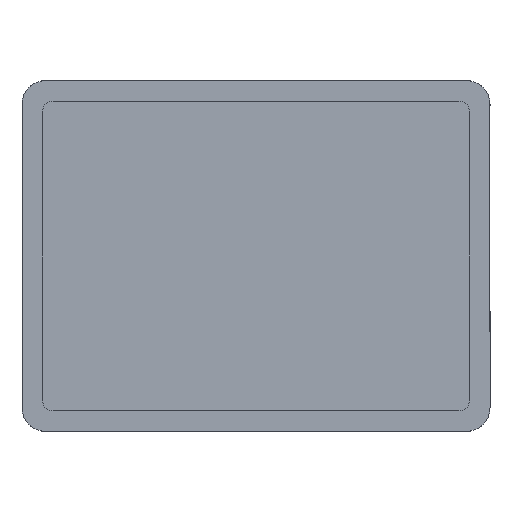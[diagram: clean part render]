
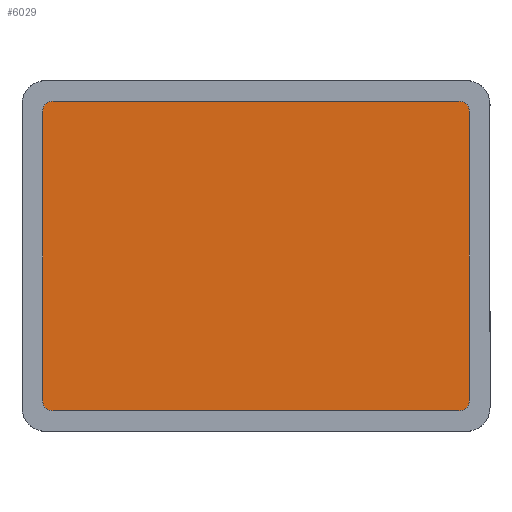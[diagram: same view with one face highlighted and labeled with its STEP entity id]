
A CAD part, front view. The second image highlights one B-rep face of the part: STEP entity #6029.
In plain terms, the highlighted planar face has unit normal (0, -1, 0).
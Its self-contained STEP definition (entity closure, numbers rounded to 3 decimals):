
#357 = EDGE_CURVE ( 'NONE', #7217, #10469, #17695, .T. ) ;
#854 = CARTESIAN_POINT ( 'NONE',  ( 182., 0., 123. ) ) ;
#1586 = VERTEX_POINT ( 'NONE', #10662 ) ;
#2330 = CARTESIAN_POINT ( 'NONE',  ( 173., 0., -123. ) ) ;
#3258 = ORIENTED_EDGE ( 'NONE', *, *, #18736, .F. ) ;
#3296 = CARTESIAN_POINT ( 'NONE',  ( -173., 0., -132. ) ) ;
#3755 = ORIENTED_EDGE ( 'NONE', *, *, #357, .F. ) ;
#4598 = ORIENTED_EDGE ( 'NONE', *, *, #12669, .F. ) ;
#5489 = DIRECTION ( 'NONE',  ( 0., 1., 0. ) ) ;
#5565 = CARTESIAN_POINT ( 'NONE',  ( 173., 0., 132. ) ) ;
#5839 = VERTEX_POINT ( 'NONE', #7759 ) ;
#6029 = ADVANCED_FACE ( 'NONE', ( #13541 ), #7017, .F. ) ;
#6051 = DIRECTION ( 'NONE',  ( 0., 0., 1. ) ) ;
#6145 = CARTESIAN_POINT ( 'NONE',  ( -182., 0., 123. ) ) ;
#6836 = ORIENTED_EDGE ( 'NONE', *, *, #17428, .F. ) ;
#7017 = PLANE ( 'NONE',  #16312 ) ;
#7217 = VERTEX_POINT ( 'NONE', #19659 ) ;
#7582 = VERTEX_POINT ( 'NONE', #16027 ) ;
#7759 = CARTESIAN_POINT ( 'NONE',  ( 182., 0., 123. ) ) ;
#7782 = EDGE_CURVE ( 'NONE', #1586, #7582, #17381, .T. ) ;
#8262 = EDGE_CURVE ( 'NONE', #13092, #5839, #11088, .T. ) ;
#8627 = LINE ( 'NONE', #854, #16330 ) ;
#8698 = CIRCLE ( 'NONE', #20462, 9. ) ;
#8840 = DIRECTION ( 'NONE',  ( 0., 1., 0. ) ) ;
#9065 = DIRECTION ( 'NONE',  ( 0., 0., 1. ) ) ;
#9225 = VECTOR ( 'NONE', #9716, 1000. ) ;
#9716 = DIRECTION ( 'NONE',  ( -1., 0., 0. ) ) ;
#9780 = EDGE_CURVE ( 'NONE', #10469, #1586, #11722, .T. ) ;
#9808 = DIRECTION ( 'NONE',  ( 0., 0., 1. ) ) ;
#10271 = CARTESIAN_POINT ( 'NONE',  ( -173., 0., -123. ) ) ;
#10315 = DIRECTION ( 'NONE',  ( 0., 0., -1. ) ) ;
#10469 = VERTEX_POINT ( 'NONE', #16650 ) ;
#10662 = CARTESIAN_POINT ( 'NONE',  ( -182., 0., -123. ) ) ;
#11088 = CIRCLE ( 'NONE', #13795, 9. ) ;
#11722 = CIRCLE ( 'NONE', #18781, 9. ) ;
#12402 = VERTEX_POINT ( 'NONE', #17654 ) ;
#12513 = CARTESIAN_POINT ( 'NONE',  ( -173., 0., -123. ) ) ;
#12521 = CARTESIAN_POINT ( 'NONE',  ( 173., 0., 123. ) ) ;
#12669 = EDGE_CURVE ( 'NONE', #5839, #12791, #8627, .T. ) ;
#12791 = VERTEX_POINT ( 'NONE', #14191 ) ;
#12892 = AXIS2_PLACEMENT_3D ( 'NONE', #2330, #5489, #17155 ) ;
#12957 = CARTESIAN_POINT ( 'NONE',  ( -173., 0., 123. ) ) ;
#13092 = VERTEX_POINT ( 'NONE', #5565 ) ;
#13499 = LINE ( 'NONE', #15489, #15702 ) ;
#13541 = FACE_OUTER_BOUND ( 'NONE', #18249, .T. ) ;
#13596 = DIRECTION ( 'NONE',  ( 1., 0., 0. ) ) ;
#13793 = DIRECTION ( 'NONE',  ( 0., 0., 1. ) ) ;
#13795 = AXIS2_PLACEMENT_3D ( 'NONE', #12521, #14107, #9065 ) ;
#13956 = EDGE_CURVE ( 'NONE', #12791, #7217, #15262, .T. ) ;
#14107 = DIRECTION ( 'NONE',  ( 0., 1., 0. ) ) ;
#14191 = CARTESIAN_POINT ( 'NONE',  ( 182., 0., -123. ) ) ;
#14538 = DIRECTION ( 'NONE',  ( 0., 1., 0. ) ) ;
#14811 = ORIENTED_EDGE ( 'NONE', *, *, #8262, .F. ) ;
#15262 = CIRCLE ( 'NONE', #12892, 9. ) ;
#15489 = CARTESIAN_POINT ( 'NONE',  ( -173., 0., 132. ) ) ;
#15702 = VECTOR ( 'NONE', #13596, 1000. ) ;
#15997 = ORIENTED_EDGE ( 'NONE', *, *, #13956, .F. ) ;
#16027 = CARTESIAN_POINT ( 'NONE',  ( -182., 0., 123. ) ) ;
#16312 = AXIS2_PLACEMENT_3D ( 'NONE', #10271, #19627, #16481 ) ;
#16330 = VECTOR ( 'NONE', #10315, 1000. ) ;
#16481 = DIRECTION ( 'NONE',  ( 0., 0., 1. ) ) ;
#16650 = CARTESIAN_POINT ( 'NONE',  ( -173., 0., -132. ) ) ;
#17155 = DIRECTION ( 'NONE',  ( 0., 0., 1. ) ) ;
#17381 = LINE ( 'NONE', #6145, #19403 ) ;
#17428 = EDGE_CURVE ( 'NONE', #7582, #12402, #8698, .T. ) ;
#17654 = CARTESIAN_POINT ( 'NONE',  ( -173., 0., 132. ) ) ;
#17695 = LINE ( 'NONE', #3296, #9225 ) ;
#18048 = ORIENTED_EDGE ( 'NONE', *, *, #7782, .F. ) ;
#18249 = EDGE_LOOP ( 'NONE', ( #19657, #3755, #15997, #4598, #14811, #3258, #6836, #18048 ) ) ;
#18736 = EDGE_CURVE ( 'NONE', #12402, #13092, #13499, .T. ) ;
#18781 = AXIS2_PLACEMENT_3D ( 'NONE', #12513, #8840, #13793 ) ;
#19403 = VECTOR ( 'NONE', #6051, 1000. ) ;
#19627 = DIRECTION ( 'NONE',  ( 0., 1., 0. ) ) ;
#19657 = ORIENTED_EDGE ( 'NONE', *, *, #9780, .F. ) ;
#19659 = CARTESIAN_POINT ( 'NONE',  ( 173., 0., -132. ) ) ;
#20462 = AXIS2_PLACEMENT_3D ( 'NONE', #12957, #14538, #9808 ) ;
